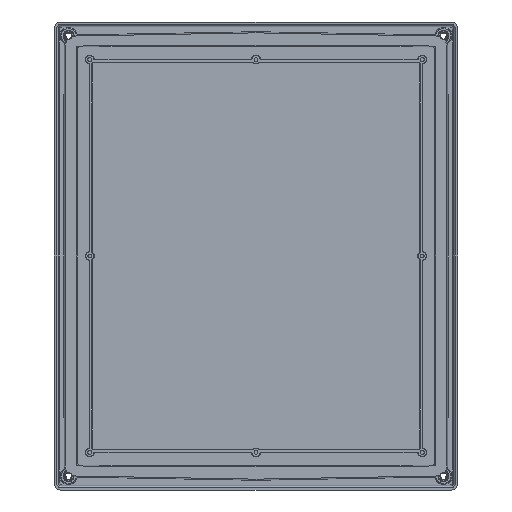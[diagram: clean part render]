
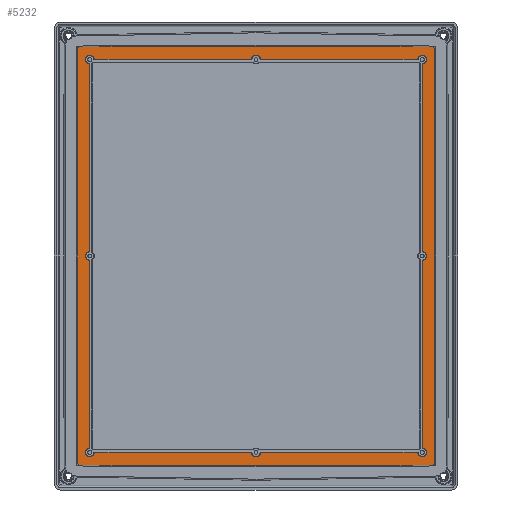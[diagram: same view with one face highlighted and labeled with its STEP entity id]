
A CAD part, front view. The second image highlights one B-rep face of the part: STEP entity #5232.
In plain terms, the highlighted planar face has unit normal (0, -1, 0).
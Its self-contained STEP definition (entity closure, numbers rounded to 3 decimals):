
#269=DIRECTION('',(1.,0.,0.));
#270=VECTOR('',#269,132.323);
#271=CARTESIAN_POINT('',(-136.011,12.6,165.22));
#272=LINE('',#271,#270);
#273=DIRECTION('',(0.,0.,1.));
#274=VECTOR('',#273,157.792);
#275=CARTESIAN_POINT('',(-140.22,12.6,3.654));
#276=LINE('',#275,#274);
#277=DIRECTION('',(0.,0.,1.));
#278=VECTOR('',#277,157.792);
#279=CARTESIAN_POINT('',(-140.22,12.6,-161.446));
#280=LINE('',#279,#278);
#281=DIRECTION('',(-1.,0.,0.));
#282=VECTOR('',#281,132.323);
#283=CARTESIAN_POINT('',(-3.689,12.6,-165.22));
#284=LINE('',#283,#282);
#285=DIRECTION('',(1.,0.,0.));
#286=VECTOR('',#285,132.323);
#287=CARTESIAN_POINT('',(3.689,12.6,-165.22));
#288=LINE('',#287,#286);
#289=DIRECTION('',(0.,0.,1.));
#290=VECTOR('',#289,157.792);
#291=CARTESIAN_POINT('',(140.22,12.6,-161.446));
#292=LINE('',#291,#290);
#293=DIRECTION('',(0.,0.,1.));
#294=VECTOR('',#293,157.792);
#295=CARTESIAN_POINT('',(140.22,12.6,3.654));
#296=LINE('',#295,#294);
#297=DIRECTION('',(-1.,0.,0.));
#298=VECTOR('',#297,132.323);
#299=CARTESIAN_POINT('',(136.011,12.6,165.22));
#300=LINE('',#299,#298);
#433=DIRECTION('',(-1.,0.,0.));
#434=VECTOR('',#433,238.685);
#435=CARTESIAN_POINT('',(119.342,12.6,-176.291));
#436=LINE('',#435,#434);
#437=DIRECTION('',(1.,0.,0.));
#438=VECTOR('',#437,238.685);
#439=CARTESIAN_POINT('',(-119.342,12.6,176.291));
#440=LINE('',#439,#438);
#597=CARTESIAN_POINT('',(0.,12.6,165.1));
#598=DIRECTION('',(0.,1.,0.));
#599=DIRECTION('',(-0.999,0.,0.032));
#600=AXIS2_PLACEMENT_3D('',#597,#598,#599);
#640=CARTESIAN_POINT('',(-140.22,12.6,161.446));
#647=CARTESIAN_POINT('',(-139.7,12.6,165.1));
#648=DIRECTION('',(0.,-1.,0.));
#649=DIRECTION('',(0.999,0.,0.032));
#650=AXIS2_PLACEMENT_3D('',#647,#648,#649);
#878=CARTESIAN_POINT('',(-139.7,12.6,0.));
#879=DIRECTION('',(0.,-1.,0.));
#880=DIRECTION('',(-0.141,0.,0.99));
#881=AXIS2_PLACEMENT_3D('',#878,#879,#880);
#883=CARTESIAN_POINT('',(-140.22,12.6,3.654));
#925=CARTESIAN_POINT('',(-136.011,12.6,-165.22));
#932=CARTESIAN_POINT('',(-139.7,12.6,-165.1));
#933=DIRECTION('',(0.,-1.,0.));
#934=DIRECTION('',(-0.141,0.,0.99));
#935=AXIS2_PLACEMENT_3D('',#932,#933,#934);
#970=CARTESIAN_POINT('',(0.,12.6,-165.1));
#971=DIRECTION('',(0.,1.,0.));
#972=DIRECTION('',(0.999,0.,-0.032));
#973=AXIS2_PLACEMENT_3D('',#970,#971,#972);
#975=CARTESIAN_POINT('',(-3.689,12.6,-165.22));
#982=CARTESIAN_POINT('',(3.689,12.6,-165.22));
#1053=CARTESIAN_POINT('',(139.7,12.6,-165.1));
#1054=DIRECTION('',(0.,1.,0.));
#1055=DIRECTION('',(0.141,0.,0.99));
#1056=AXIS2_PLACEMENT_3D('',#1053,#1054,#1055);
#1058=CARTESIAN_POINT('',(136.011,12.6,-165.22));
#1078=CARTESIAN_POINT('',(139.7,12.6,0.));
#1079=DIRECTION('',(0.,1.,0.));
#1080=DIRECTION('',(0.141,0.,0.99));
#1081=AXIS2_PLACEMENT_3D('',#1078,#1079,#1080);
#1095=CARTESIAN_POINT('',(140.22,12.6,3.654));
#1174=CARTESIAN_POINT('',(139.7,12.6,165.1));
#1175=DIRECTION('',(0.,1.,0.));
#1176=DIRECTION('',(-0.999,0.,0.032));
#1177=AXIS2_PLACEMENT_3D('',#1174,#1175,#1176);
#1179=CARTESIAN_POINT('',(140.22,12.6,161.446));
#4059=DIRECTION('',(-1.,0.,0.017));
#4060=VECTOR('',#4059,29.48);
#4061=CARTESIAN_POINT('',(-119.342,12.6,-176.291));
#4062=LINE('',#4061,#4060);
#4071=CARTESIAN_POINT('',(-148.817,12.6,-175.777));
#4072=CARTESIAN_POINT('',(-149.308,12.6,-175.768));
#4073=CARTESIAN_POINT('',(-149.921,12.6,-175.39));
#4074=CARTESIAN_POINT('',(-150.289,12.6,-174.77));
#4075=CARTESIAN_POINT('',(-150.289,12.6,-174.279));
#4077=DIRECTION('',(0.,0.,1.));
#4078=VECTOR('',#4077,348.558);
#4079=CARTESIAN_POINT('',(-150.289,12.6,-174.279));
#4080=LINE('',#4079,#4078);
#4089=CARTESIAN_POINT('',(-148.817,12.6,175.777));
#4090=CARTESIAN_POINT('',(-149.308,12.6,175.768));
#4091=CARTESIAN_POINT('',(-149.921,12.6,175.39));
#4092=CARTESIAN_POINT('',(-150.289,12.6,174.77));
#4093=CARTESIAN_POINT('',(-150.289,12.6,174.279));
#4095=DIRECTION('',(-1.,0.,-0.017));
#4096=VECTOR('',#4095,29.48);
#4097=CARTESIAN_POINT('',(-119.342,12.6,176.291));
#4098=LINE('',#4097,#4096);
#4107=DIRECTION('',(1.,0.,0.017));
#4108=VECTOR('',#4107,29.48);
#4109=CARTESIAN_POINT('',(119.342,12.6,-176.291));
#4110=LINE('',#4109,#4108);
#4119=CARTESIAN_POINT('',(148.817,12.6,-175.777));
#4120=CARTESIAN_POINT('',(149.308,12.6,-175.768));
#4121=CARTESIAN_POINT('',(149.921,12.6,-175.39));
#4122=CARTESIAN_POINT('',(150.289,12.6,-174.77));
#4123=CARTESIAN_POINT('',(150.289,12.6,-174.279));
#4125=DIRECTION('',(0.,0.,1.));
#4126=VECTOR('',#4125,348.558);
#4127=CARTESIAN_POINT('',(150.289,12.6,-174.279));
#4128=LINE('',#4127,#4126);
#4137=CARTESIAN_POINT('',(148.817,12.6,175.777));
#4138=CARTESIAN_POINT('',(149.308,12.6,175.768));
#4139=CARTESIAN_POINT('',(149.921,12.6,175.39));
#4140=CARTESIAN_POINT('',(150.289,12.6,174.77));
#4141=CARTESIAN_POINT('',(150.289,12.6,174.279));
#4143=DIRECTION('',(1.,0.,-0.017));
#4144=VECTOR('',#4143,29.48);
#4145=CARTESIAN_POINT('',(119.342,12.6,176.291));
#4146=LINE('',#4145,#4144);
#4252=VERTEX_POINT('',#4137);
#4253=VERTEX_POINT('',#4141);
#4254=VERTEX_POINT('',#4119);
#4255=VERTEX_POINT('',#4123);
#4256=CARTESIAN_POINT('',(119.342,12.6,-176.291));
#4257=VERTEX_POINT('',#4256);
#4262=CARTESIAN_POINT('',(119.342,12.6,176.291));
#4263=VERTEX_POINT('',#4262);
#4663=CARTESIAN_POINT('',(140.22,12.6,-161.446));
#4664=CARTESIAN_POINT('',(140.22,12.6,-3.654));
#4665=VERTEX_POINT('',#4663);
#4666=VERTEX_POINT('',#4664);
#4667=CARTESIAN_POINT('',(136.011,12.6,165.22));
#4668=CARTESIAN_POINT('',(3.689,12.6,165.22));
#4669=VERTEX_POINT('',#4667);
#4670=VERTEX_POINT('',#4668);
#4671=VERTEX_POINT('',#1179);
#4674=VERTEX_POINT('',#1058);
#4677=VERTEX_POINT('',#982);
#4680=VERTEX_POINT('',#1095);
#4735=CARTESIAN_POINT('',(-119.342,12.6,-176.291));
#4737=VERTEX_POINT('',#4735);
#4740=CARTESIAN_POINT('',(-119.342,12.6,176.291));
#4742=VERTEX_POINT('',#4740);
#4849=VERTEX_POINT('',#4089);
#4850=VERTEX_POINT('',#4093);
#4851=VERTEX_POINT('',#4071);
#4852=VERTEX_POINT('',#4075);
#4865=CARTESIAN_POINT('',(-140.22,12.6,-161.446));
#4866=CARTESIAN_POINT('',(-140.22,12.6,-3.654));
#4867=VERTEX_POINT('',#4865);
#4868=VERTEX_POINT('',#4866);
#4869=CARTESIAN_POINT('',(-136.011,12.6,165.22));
#4870=CARTESIAN_POINT('',(-3.689,12.6,165.22));
#4871=VERTEX_POINT('',#4869);
#4872=VERTEX_POINT('',#4870);
#4873=VERTEX_POINT('',#640);
#4876=VERTEX_POINT('',#925);
#4879=VERTEX_POINT('',#975);
#4882=VERTEX_POINT('',#883);
#5168=CARTESIAN_POINT('',(-168.769,12.6,-195.7));
#5169=DIRECTION('',(0.,-1.,0.));
#5170=DIRECTION('',(1.,0.,0.));
#5171=AXIS2_PLACEMENT_3D('',#5168,#5169,#5170);
#5172=PLANE('',#5171);
#5174=ORIENTED_EDGE('',*,*,#5173,.T.);
#5176=ORIENTED_EDGE('',*,*,#5175,.T.);
#5178=ORIENTED_EDGE('',*,*,#5177,.T.);
#5180=ORIENTED_EDGE('',*,*,#5179,.T.);
#5182=ORIENTED_EDGE('',*,*,#5181,.F.);
#5184=ORIENTED_EDGE('',*,*,#5183,.F.);
#5185=ORIENTED_EDGE('',*,*,#5072,.T.);
#5187=ORIENTED_EDGE('',*,*,#5186,.T.);
#5189=ORIENTED_EDGE('',*,*,#5188,.T.);
#5191=ORIENTED_EDGE('',*,*,#5190,.F.);
#5193=ORIENTED_EDGE('',*,*,#5192,.F.);
#5195=ORIENTED_EDGE('',*,*,#5194,.F.);
#5196=EDGE_LOOP('',(#5174,#5176,#5178,#5180,#5182,#5184,#5185,#5187,#5189,#5191,
#5193,#5195));
#5197=FACE_OUTER_BOUND('',#5196,.F.);
#5199=ORIENTED_EDGE('',*,*,#5198,.F.);
#5201=ORIENTED_EDGE('',*,*,#5200,.F.);
#5203=ORIENTED_EDGE('',*,*,#5202,.T.);
#5205=ORIENTED_EDGE('',*,*,#5204,.F.);
#5207=ORIENTED_EDGE('',*,*,#5206,.T.);
#5209=ORIENTED_EDGE('',*,*,#5208,.F.);
#5211=ORIENTED_EDGE('',*,*,#5210,.T.);
#5213=ORIENTED_EDGE('',*,*,#5212,.F.);
#5215=ORIENTED_EDGE('',*,*,#5214,.F.);
#5217=ORIENTED_EDGE('',*,*,#5216,.T.);
#5219=ORIENTED_EDGE('',*,*,#5218,.F.);
#5221=ORIENTED_EDGE('',*,*,#5220,.T.);
#5223=ORIENTED_EDGE('',*,*,#5222,.F.);
#5225=ORIENTED_EDGE('',*,*,#5224,.T.);
#5227=ORIENTED_EDGE('',*,*,#5226,.F.);
#5229=ORIENTED_EDGE('',*,*,#5228,.T.);
#5230=EDGE_LOOP('',(#5199,#5201,#5203,#5205,#5207,#5209,#5211,#5213,#5215,#5217,
#5219,#5221,#5223,#5225,#5227,#5229));
#5231=FACE_BOUND('',#5230,.F.);
#5232=ADVANCED_FACE('',(#5197,#5231),#5172,.T.);
#601=CIRCLE('',#600,3.691);
#651=CIRCLE('',#650,3.691);
#882=CIRCLE('',#881,3.691);
#936=CIRCLE('',#935,3.691);
#974=CIRCLE('',#973,3.691);
#1057=CIRCLE('',#1056,3.691);
#1082=CIRCLE('',#1081,3.691);
#1178=CIRCLE('',#1177,3.691);
#4076=B_SPLINE_CURVE_WITH_KNOTS('',3,(#4071,#4072,#4073,#4074,#4075),
.UNSPECIFIED.,.F.,.F.,(4,1,4),(0.,0.5,1.),.UNSPECIFIED.);
#4094=B_SPLINE_CURVE_WITH_KNOTS('',3,(#4089,#4090,#4091,#4092,#4093),
.UNSPECIFIED.,.F.,.F.,(4,1,4),(0.,0.5,1.),.UNSPECIFIED.);
#4124=B_SPLINE_CURVE_WITH_KNOTS('',3,(#4119,#4120,#4121,#4122,#4123),
.UNSPECIFIED.,.F.,.F.,(4,1,4),(0.,0.5,1.),.UNSPECIFIED.);
#4142=B_SPLINE_CURVE_WITH_KNOTS('',3,(#4137,#4138,#4139,#4140,#4141),
.UNSPECIFIED.,.F.,.F.,(4,1,4),(0.,0.5,1.),.UNSPECIFIED.);
#5072=EDGE_CURVE('',#4742,#4263,#440,.T.);
#5173=EDGE_CURVE('',#4257,#4737,#436,.T.);
#5175=EDGE_CURVE('',#4737,#4851,#4062,.T.);
#5177=EDGE_CURVE('',#4851,#4852,#4076,.T.);
#5179=EDGE_CURVE('',#4852,#4850,#4080,.T.);
#5181=EDGE_CURVE('',#4849,#4850,#4094,.T.);
#5183=EDGE_CURVE('',#4742,#4849,#4098,.T.);
#5186=EDGE_CURVE('',#4263,#4252,#4146,.T.);
#5188=EDGE_CURVE('',#4252,#4253,#4142,.T.);
#5190=EDGE_CURVE('',#4255,#4253,#4128,.T.);
#5192=EDGE_CURVE('',#4254,#4255,#4124,.T.);
#5194=EDGE_CURVE('',#4257,#4254,#4110,.T.);
#5198=EDGE_CURVE('',#4872,#4670,#601,.T.);
#5200=EDGE_CURVE('',#4871,#4872,#272,.T.);
#5202=EDGE_CURVE('',#4871,#4873,#651,.T.);
#5204=EDGE_CURVE('',#4882,#4873,#276,.T.);
#5206=EDGE_CURVE('',#4882,#4868,#882,.T.);
#5208=EDGE_CURVE('',#4867,#4868,#280,.T.);
#5210=EDGE_CURVE('',#4867,#4876,#936,.T.);
#5212=EDGE_CURVE('',#4879,#4876,#284,.T.);
#5214=EDGE_CURVE('',#4677,#4879,#974,.T.);
#5216=EDGE_CURVE('',#4677,#4674,#288,.T.);
#5218=EDGE_CURVE('',#4665,#4674,#1057,.T.);
#5220=EDGE_CURVE('',#4665,#4666,#292,.T.);
#5222=EDGE_CURVE('',#4680,#4666,#1082,.T.);
#5224=EDGE_CURVE('',#4680,#4671,#296,.T.);
#5226=EDGE_CURVE('',#4669,#4671,#1178,.T.);
#5228=EDGE_CURVE('',#4669,#4670,#300,.T.);
